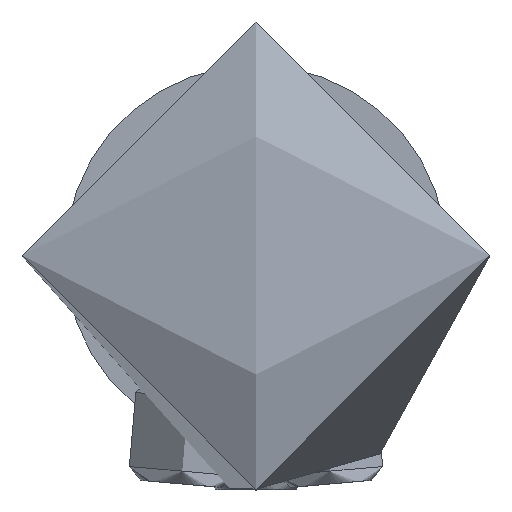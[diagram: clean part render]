
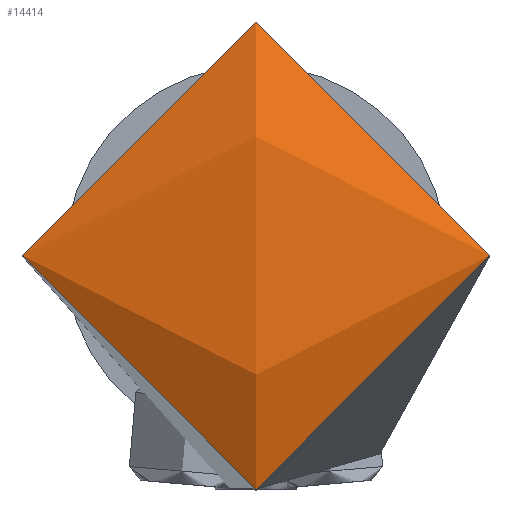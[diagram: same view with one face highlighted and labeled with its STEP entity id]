
A CAD part, top view. The second image highlights one B-rep face of the part: STEP entity #14414.
In plain terms, the highlighted spherical face has radius 28 mm.
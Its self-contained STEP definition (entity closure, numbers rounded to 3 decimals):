
#880 = DIRECTION ( 'NONE',  ( -1., 0., 0. ) ) ;
#3045 = CIRCLE ( 'NONE', #8150, 11. ) ;
#3990 = FACE_OUTER_BOUND ( 'NONE', #17486, .T. ) ;
#4455 = ORIENTED_EDGE ( 'NONE', *, *, #9807, .T. ) ;
#5099 = CARTESIAN_POINT ( 'NONE',  ( 11., 0., 23.749 ) ) ;
#5130 = DIRECTION ( 'NONE',  ( 0., 1., 0. ) ) ;
#5889 = DIRECTION ( 'NONE',  ( 0., 0., 1. ) ) ;
#8150 = AXIS2_PLACEMENT_3D ( 'NONE', #22853, #5889, #14467 ) ;
#8925 = SPHERICAL_SURFACE ( 'NONE', #13471, 28. ) ;
#9807 = EDGE_CURVE ( 'NONE', #22711, #22711, #3045, .T. ) ;
#13471 = AXIS2_PLACEMENT_3D ( 'NONE', #23966, #880, #5130 ) ;
#14414 = ADVANCED_FACE ( 'NONE', ( #3990 ), #8925, .T. ) ;
#14467 = DIRECTION ( 'NONE',  ( 1., 0., 0. ) ) ;
#17486 = EDGE_LOOP ( 'NONE', ( #4455 ) ) ;
#22711 = VERTEX_POINT ( 'NONE', #5099 ) ;
#22853 = CARTESIAN_POINT ( 'NONE',  ( 0., 0., 23.749 ) ) ;
#23966 = CARTESIAN_POINT ( 'NONE',  ( 0., 0., -2. ) ) ;
